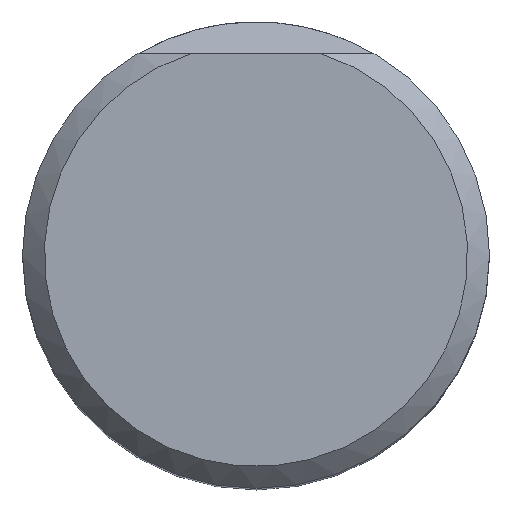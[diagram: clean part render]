
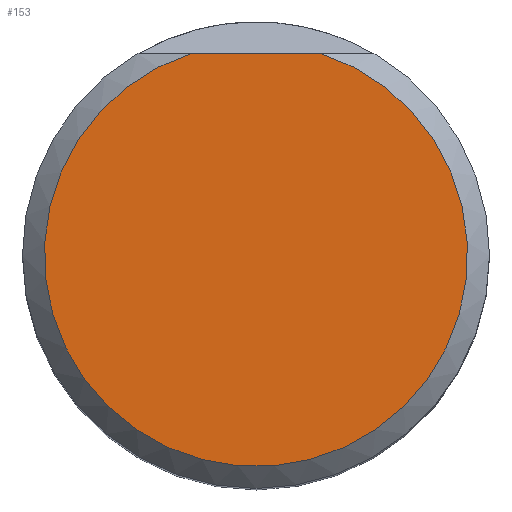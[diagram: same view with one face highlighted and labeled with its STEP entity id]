
A CAD part, top view. The second image highlights one B-rep face of the part: STEP entity #153.
In plain terms, the highlighted planar face has unit normal (0, 0, 1).
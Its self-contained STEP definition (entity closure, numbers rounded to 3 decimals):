
#104=LINE('',#578,#112);
#112=VECTOR('',#493,1.);
#129=PLANE('',#423);
#136=FACE_OUTER_BOUND('',#206,.T.);
#153=ADVANCED_FACE('',(#136),#129,.F.);
#206=EDGE_LOOP('',(#235,#236));
#235=ORIENTED_EDGE('',*,*,#297,.F.);
#236=ORIENTED_EDGE('',*,*,#298,.T.);
#276=VERTEX_POINT('',#576);
#277=VERTEX_POINT('',#577);
#297=EDGE_CURVE('',#276,#277,#322,.T.);
#298=EDGE_CURVE('',#276,#277,#104,.T.);
#322=CIRCLE('',#422,14.496);
#422=AXIS2_PLACEMENT_3D('',#575,#491,#492);
#423=AXIS2_PLACEMENT_3D('',#579,#494,#495);
#491=DIRECTION('',(0.,0.,-1.));
#492=DIRECTION('',(-1.,0.,0.));
#493=DIRECTION('',(-1.,0.,0.));
#494=DIRECTION('',(0.,0.,-1.));
#495=DIRECTION('',(-1.,0.,0.));
#575=CARTESIAN_POINT('',(0.,0.,35.513));
#576=CARTESIAN_POINT('',(4.425,13.804,35.513));
#577=CARTESIAN_POINT('',(-4.425,13.804,35.513));
#578=CARTESIAN_POINT('',(0.,13.804,35.513));
#579=CARTESIAN_POINT('',(0.,0.,35.513));
